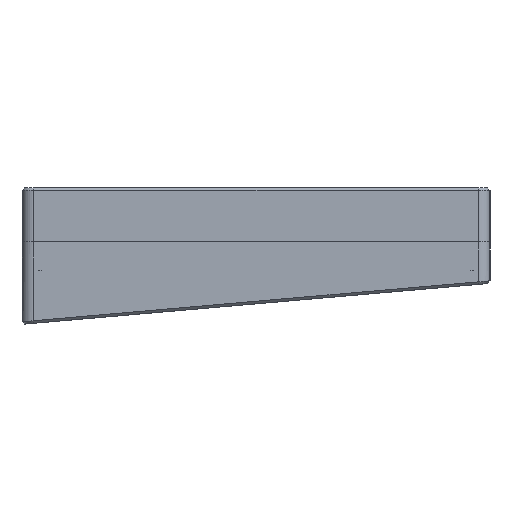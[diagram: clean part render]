
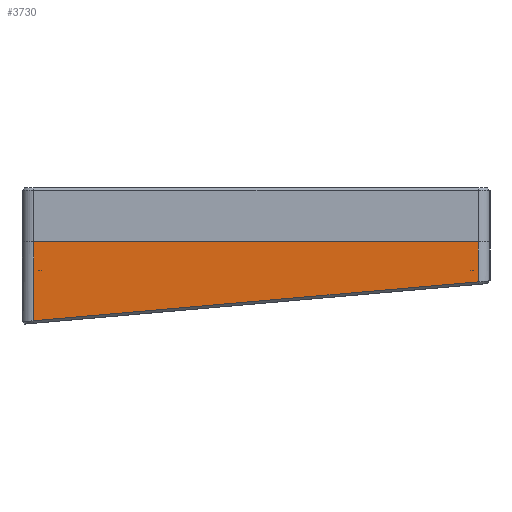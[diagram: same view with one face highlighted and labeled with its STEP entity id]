
A CAD part, left-side view. The second image highlights one B-rep face of the part: STEP entity #3730.
In plain terms, the highlighted planar face has unit normal (-1, 0, 0).
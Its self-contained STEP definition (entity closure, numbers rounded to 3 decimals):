
#22=B_SPLINE_CURVE_WITH_KNOTS('',3,(#5862,#5863,#5864,#5865),
 .UNSPECIFIED.,.F.,.F.,(4,4),(1.551,1.571),
 .UNSPECIFIED.);
#446=FACE_OUTER_BOUND('',#669,.T.);
#669=EDGE_LOOP('',(#2823,#2824,#2825,#2826,#2827));
#946=LINE('',#5841,#1296);
#957=LINE('',#6024,#1307);
#958=LINE('',#6026,#1308);
#959=LINE('',#6027,#1309);
#1296=VECTOR('',#4652,10.);
#1307=VECTOR('',#4669,10.);
#1308=VECTOR('',#4670,10.);
#1309=VECTOR('',#4671,10.);
#1629=VERTEX_POINT('',#5787);
#1633=VERTEX_POINT('',#5834);
#1636=VERTEX_POINT('',#5839);
#1649=VERTEX_POINT('',#6023);
#1650=VERTEX_POINT('',#6025);
#2062=EDGE_CURVE('',#1636,#1633,#946,.T.);
#2064=EDGE_CURVE('',#1629,#1636,#22,.T.);
#2085=EDGE_CURVE('',#1649,#1629,#957,.T.);
#2086=EDGE_CURVE('',#1650,#1649,#958,.T.);
#2087=EDGE_CURVE('',#1633,#1650,#959,.T.);
#2823=ORIENTED_EDGE('',*,*,#2062,.F.);
#2824=ORIENTED_EDGE('',*,*,#2064,.F.);
#2825=ORIENTED_EDGE('',*,*,#2085,.F.);
#2826=ORIENTED_EDGE('',*,*,#2086,.F.);
#2827=ORIENTED_EDGE('',*,*,#2087,.F.);
#3581=PLANE('',#3998);
#3730=ADVANCED_FACE('',(#446),#3581,.T.);
#3998=AXIS2_PLACEMENT_3D('',#6022,#4667,#4668);
#4652=DIRECTION('',(0.,0.996,-0.087));
#4667=DIRECTION('center_axis',(-1.,0.,0.));
#4668=DIRECTION('ref_axis',(0.,0.,1.));
#4669=DIRECTION('',(0.,0.,-1.));
#4670=DIRECTION('',(0.,-1.,0.));
#4671=DIRECTION('',(0.,0.,1.));
#5787=CARTESIAN_POINT('',(-4.975,-81.425,-7.788));
#5834=CARTESIAN_POINT('',(-4.975,5.225,-15.369));
#5839=CARTESIAN_POINT('',(-4.975,-81.381,-7.792));
#5841=CARTESIAN_POINT('',(-4.975,-15.445,-13.561));
#5862=CARTESIAN_POINT('Ctrl Pts',(-4.975,-81.425,-7.788));
#5863=CARTESIAN_POINT('Ctrl Pts',(-4.975,-81.41,-7.79));
#5864=CARTESIAN_POINT('Ctrl Pts',(-4.975,-81.396,-7.791));
#5865=CARTESIAN_POINT('Ctrl Pts',(-4.975,-81.381,-7.792));
#6022=CARTESIAN_POINT('Origin',(-4.975,-38.1,-8.034));
#6023=CARTESIAN_POINT('',(-4.975,-81.425,0.));
#6024=CARTESIAN_POINT('',(-4.975,-81.425,-8.064));
#6025=CARTESIAN_POINT('',(-4.975,5.225,0.));
#6026=CARTESIAN_POINT('',(-4.975,-60.888,0.));
#6027=CARTESIAN_POINT('',(-4.975,5.225,-4.017));
